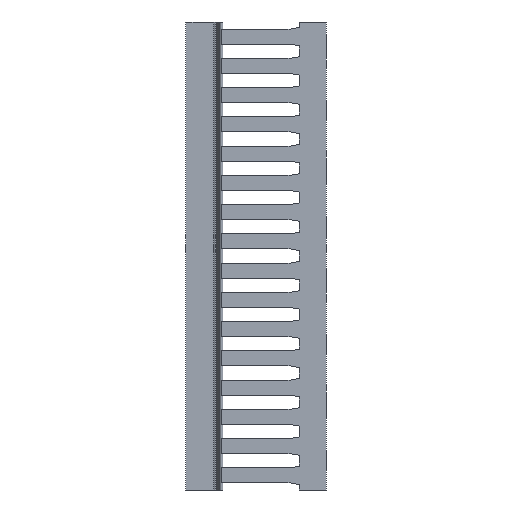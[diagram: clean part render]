
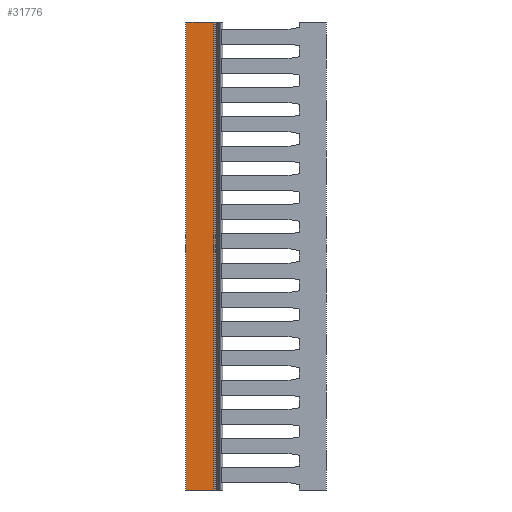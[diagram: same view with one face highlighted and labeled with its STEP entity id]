
A CAD part, left-side view. The second image highlights one B-rep face of the part: STEP entity #31776.
In plain terms, the highlighted planar face has unit normal (-1, 0, 0).
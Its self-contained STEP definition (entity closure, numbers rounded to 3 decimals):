
#31093=DIRECTION('',(0.,-1.,0.));
#31094=VECTOR('',#31093,11.891);
#31095=CARTESIAN_POINT('',(-40.1,1.6,-100.));
#31096=LINE('',#31095,#31094);
#31201=DIRECTION('',(0.,1.,0.));
#31202=VECTOR('',#31201,11.891);
#31203=CARTESIAN_POINT('',(-40.1,-10.291,100.));
#31204=LINE('',#31203,#31202);
#31333=DIRECTION('',(0.,0.,-1.));
#31334=VECTOR('',#31333,200.);
#31335=CARTESIAN_POINT('',(-40.1,-10.291,100.));
#31336=LINE('',#31335,#31334);
#31337=DIRECTION('',(0.,0.,1.));
#31338=VECTOR('',#31337,200.);
#31339=CARTESIAN_POINT('',(-40.1,1.6,-100.));
#31340=LINE('',#31339,#31338);
#31393=CARTESIAN_POINT('',(-40.1,1.6,-100.));
#31394=CARTESIAN_POINT('',(-40.1,1.6,100.));
#31395=VERTEX_POINT('',#31393);
#31396=VERTEX_POINT('',#31394);
#31397=CARTESIAN_POINT('',(-40.1,-10.291,100.));
#31398=CARTESIAN_POINT('',(-40.1,-10.291,-100.));
#31399=VERTEX_POINT('',#31397);
#31400=VERTEX_POINT('',#31398);
#31765=CARTESIAN_POINT('',(-40.1,1.6,-100.));
#31766=DIRECTION('',(-1.,0.,0.));
#31767=DIRECTION('',(0.,-1.,0.));
#31768=AXIS2_PLACEMENT_3D('',#31765,#31766,#31767);
#31769=PLANE('',#31768);
#31770=ORIENTED_EDGE('',*,*,#31552,.F.);
#31771=ORIENTED_EDGE('',*,*,#31758,.T.);
#31772=ORIENTED_EDGE('',*,*,#31428,.F.);
#31773=ORIENTED_EDGE('',*,*,#31479,.T.);
#31774=EDGE_LOOP('',(#31770,#31771,#31772,#31773));
#31775=FACE_OUTER_BOUND('',#31774,.F.);
#31428=EDGE_CURVE('',#31395,#31400,#31096,.T.);
#31479=EDGE_CURVE('',#31395,#31396,#31340,.T.);
#31552=EDGE_CURVE('',#31399,#31396,#31204,.T.);
#31758=EDGE_CURVE('',#31399,#31400,#31336,.T.);
#31776=ADVANCED_FACE('',(#31775),#31769,.T.);
